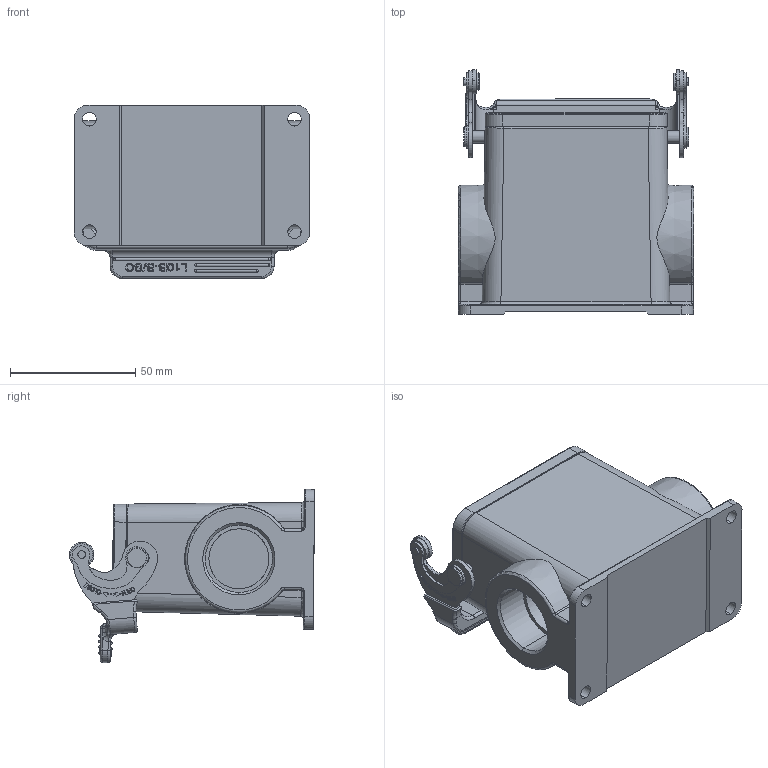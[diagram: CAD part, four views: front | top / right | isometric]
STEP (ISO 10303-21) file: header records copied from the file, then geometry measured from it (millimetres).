
FILE_DESCRIPTION((''),'2;1');
FILE_NAME('3D_HV10B-SFH-1L_SC-PG21_V1_0','2017-09-28T',('dm.li'),(''),'PRO/ENGINEER BY PARAMETRIC TECHNOLOGY CORPORATION, 2012480','PRO/ENGINEER BY PARAMETRIC TECHNOLOGY CORPORATION, 2012480','');
FILE_SCHEMA(('AUTOMOTIVE_DESIGN { 1 0 10303 214 1 1 1 1 }'));
Length unit declared in the file: millimetre
Products named in the file (1): 3D_HV10B-SFH-1L_SC-PG21_V1_0
Bounding box: 94.02 x 98.02 x 69.29 mm (x, y, z)
Volume: 148056.5 mm3; surface area: 57050.4 mm2
Topology: 1 solids, 15 shells, 1167 faces, 3139 edges, 2066 vertices
Faces by surface type: plane 464, extrusion 296, cylinder 259, bspline 50, torus 48, cone 36, sphere 14
Entity records: 44639 total; most frequent: CARTESIAN_POINT 13241, ORIENTED_EDGE 6242, DIRECTION 4985, EDGE_CURVE 3121, VERTEX_POINT 2066, VECTOR 1891, LINE 1595, AXIS2_PLACEMENT_3D 1547
